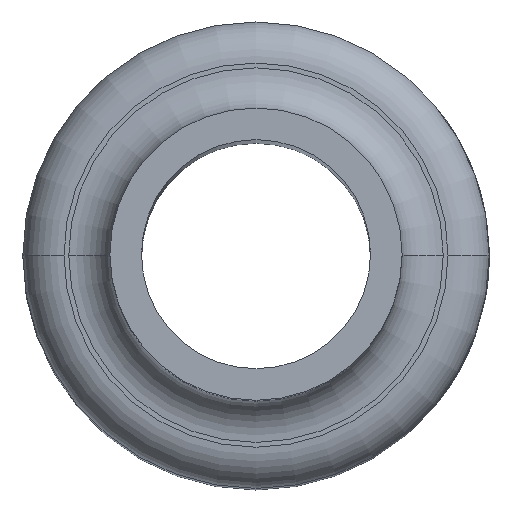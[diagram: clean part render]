
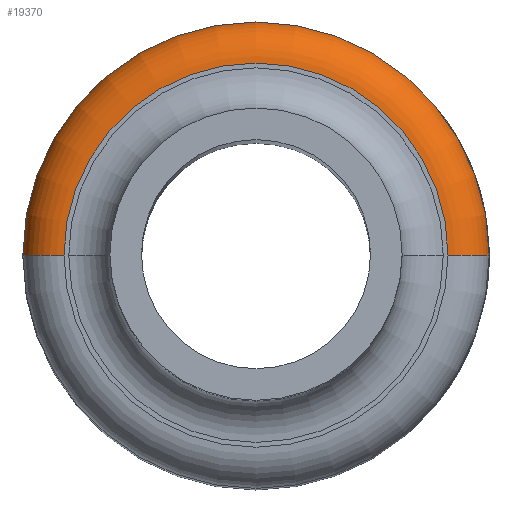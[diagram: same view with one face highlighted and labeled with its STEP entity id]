
A CAD part, top view. The second image highlights one B-rep face of the part: STEP entity #19370.
In plain terms, the highlighted toroidal (fillet/blend) face has major radius 14 mm and minor radius 3 mm.
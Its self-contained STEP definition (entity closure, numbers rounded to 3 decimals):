
#114 = CIRCLE ( 'NONE', #11302, 17. ) ;
#282 = CARTESIAN_POINT ( 'NONE',  ( -17., 0., -43. ) ) ;
#354 = DIRECTION ( 'NONE',  ( -1., 0., 0. ) ) ;
#682 = ORIENTED_EDGE ( 'NONE', *, *, #12635, .F. ) ;
#1059 = EDGE_LOOP ( 'NONE', ( #682, #5506, #18662, #11084 ) ) ;
#1550 = DIRECTION ( 'NONE',  ( 0., 0., -1. ) ) ;
#1640 = DIRECTION ( 'NONE',  ( -1., 0., 0. ) ) ;
#2473 = VERTEX_POINT ( 'NONE', #11097 ) ;
#4332 = CARTESIAN_POINT ( 'NONE',  ( 14., 0., -43. ) ) ;
#4800 = CARTESIAN_POINT ( 'NONE',  ( 0., 0., -43. ) ) ;
#5404 = CARTESIAN_POINT ( 'NONE',  ( 0., 0., -40. ) ) ;
#5506 = ORIENTED_EDGE ( 'NONE', *, *, #17506, .T. ) ;
#7345 = CARTESIAN_POINT ( 'NONE',  ( -14., 0., -40. ) ) ;
#7443 = AXIS2_PLACEMENT_3D ( 'NONE', #8836, #16660, #354 ) ;
#8195 = VERTEX_POINT ( 'NONE', #13092 ) ;
#8715 = DIRECTION ( 'NONE',  ( -1., 0., 0. ) ) ;
#8836 = CARTESIAN_POINT ( 'NONE',  ( 0., 0., -43. ) ) ;
#10340 = DIRECTION ( 'NONE',  ( 0., 0., -1. ) ) ;
#11084 = ORIENTED_EDGE ( 'NONE', *, *, #16547, .F. ) ;
#11097 = CARTESIAN_POINT ( 'NONE',  ( 14., 0., -40. ) ) ;
#11285 = CIRCLE ( 'NONE', #26323, 3. ) ;
#11302 = AXIS2_PLACEMENT_3D ( 'NONE', #4800, #10340, #8715 ) ;
#11456 = AXIS2_PLACEMENT_3D ( 'NONE', #5404, #20079, #1640 ) ;
#12560 = DIRECTION ( 'NONE',  ( -1., 0., 0. ) ) ;
#12635 = EDGE_CURVE ( 'NONE', #2473, #14267, #23071, .T. ) ;
#13092 = CARTESIAN_POINT ( 'NONE',  ( 17., 0., -43. ) ) ;
#13677 = CARTESIAN_POINT ( 'NONE',  ( -14., 0., -43. ) ) ;
#14267 = VERTEX_POINT ( 'NONE', #7345 ) ;
#14887 = EDGE_CURVE ( 'NONE', #20240, #8195, #114, .T. ) ;
#14902 = FACE_OUTER_BOUND ( 'NONE', #1059, .T. ) ;
#16547 = EDGE_CURVE ( 'NONE', #14267, #20240, #22869, .T. ) ;
#16660 = DIRECTION ( 'NONE',  ( 0., 0., -1. ) ) ;
#17506 = EDGE_CURVE ( 'NONE', #2473, #8195, #11285, .T. ) ;
#18662 = ORIENTED_EDGE ( 'NONE', *, *, #14887, .F. ) ;
#19370 = ADVANCED_FACE ( 'NONE', ( #14902 ), #20772, .T. ) ;
#19851 = AXIS2_PLACEMENT_3D ( 'NONE', #13677, #23757, #1550 ) ;
#20079 = DIRECTION ( 'NONE',  ( 0., 0., 1. ) ) ;
#20240 = VERTEX_POINT ( 'NONE', #282 ) ;
#20772 = TOROIDAL_SURFACE ( 'NONE', #7443, 14., 3. ) ;
#22262 = DIRECTION ( 'NONE',  ( 0., 1., 0. ) ) ;
#22869 = CIRCLE ( 'NONE', #19851, 3. ) ;
#23071 = CIRCLE ( 'NONE', #11456, 14. ) ;
#23757 = DIRECTION ( 'NONE',  ( 0., -1., 0. ) ) ;
#26323 = AXIS2_PLACEMENT_3D ( 'NONE', #4332, #22262, #12560 ) ;
